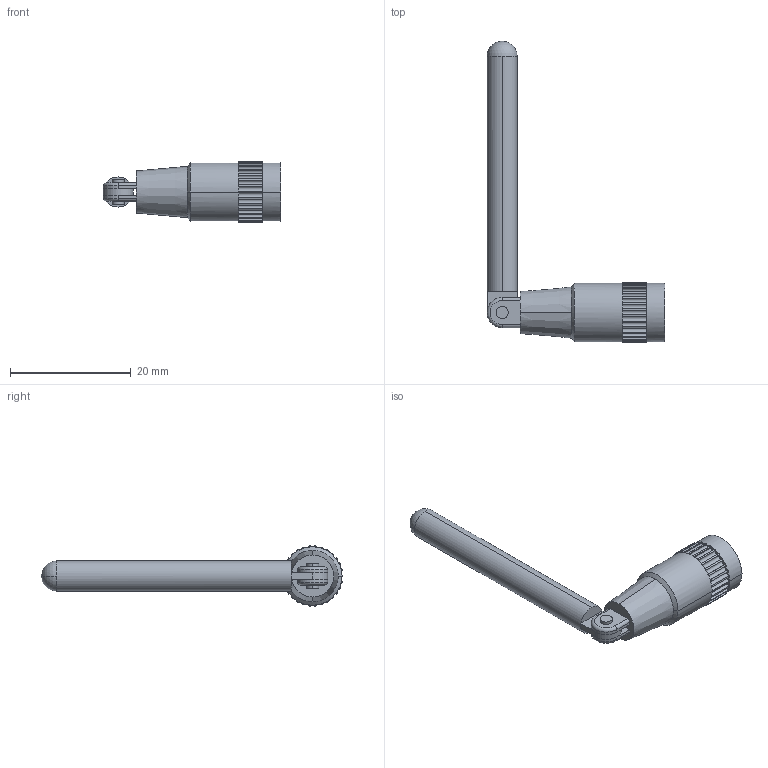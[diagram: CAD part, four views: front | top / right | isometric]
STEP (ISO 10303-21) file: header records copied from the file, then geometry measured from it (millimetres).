
FILE_DESCRIPTION (( 'STEP AP214' ), '1' );
FILE_NAME ('TG.08.0113_web.STEP', '2022-03-21T16:48:25', ( '' ), ( '' ), 'SwSTEP 2.0', 'SolidWorks 2018', '' );
FILE_SCHEMA (( 'AUTOMOTIVE_DESIGN' ));
Length unit declared in the file: millimetre
Products named in the file (1): TG.08.0113_web
Bounding box: 29.5 x 50 x 9.97 mm (x, y, z)
Surface area: 1846.3 mm2 (no closed solid volume)
Topology: 0 solids, 2 shells, 256 faces, 627 edges, 375 vertices
Faces by surface type: plane 140, cylinder 106, cone 6, sphere 2, torus 2
Entity records: 10483 total; most frequent: DIRECTION 1617, CARTESIAN_POINT 1255, ORIENTED_EDGE 1220, AXIS2_PLACEMENT_3D 736, EDGE_CURVE 624, CIRCLE 479, VERTEX_POINT 374, EDGE_LOOP 266
